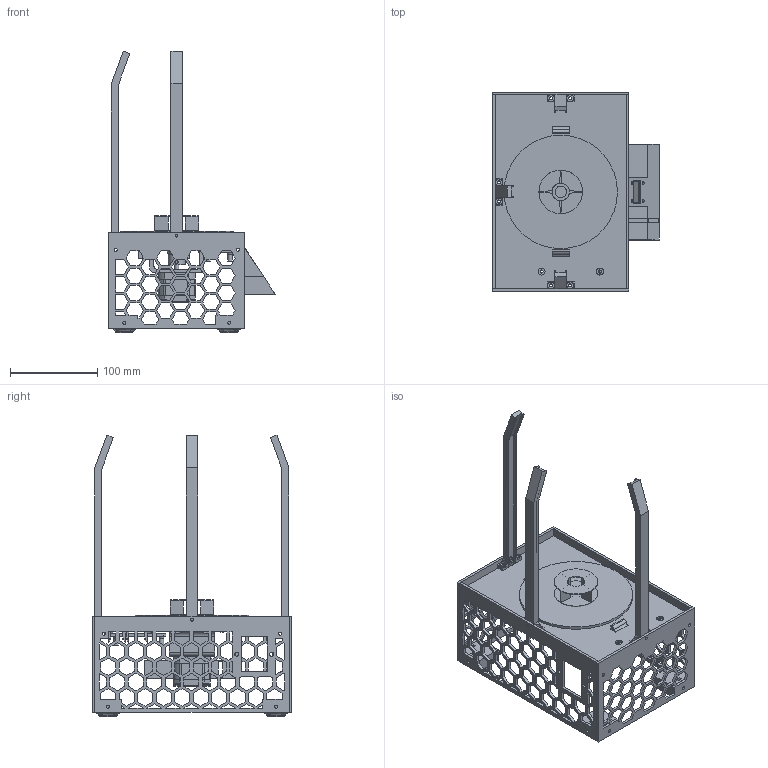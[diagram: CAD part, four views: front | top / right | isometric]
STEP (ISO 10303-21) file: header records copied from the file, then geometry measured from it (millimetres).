
FILE_DESCRIPTION(/* description */ (''),/* implementation_level */ '2;1');
FILE_NAME(/* name */ 'Wash & cure v65.step',/* time_stamp */ '2023-01-29T18:33:00+03:00',/* author */ (''),/* organization */ (''),/* preprocessor_version */ 'ST-DEVELOPER v19.2',/* originating_system */ 'Autodesk Translation Framework v11.17.0.187',/* authorisation */ '');
FILE_SCHEMA (('AUTOMOTIVE_DESIGN { 1 0 10303 214 3 1 1 }'));
Products named in the file (16): Wash & cure; 6627T66_Stepper Motor; nema17-holder; top; Rotor; front; Right; back; LedTower; foot; magnet-rotor; foot(Mirror); foot(Mirror) (1); foot(Mirror)(Mirror); rotating-stand-cure; nodemcu3
Assembly tree (18 placements, depth 2):
  Wash & cure
    6627T66_Stepper Motor
    nema17-holder
    top
    Rotor
    front
    Right  x2
    LedTower  x3
    back
    foot
    magnet-rotor
    foot(Mirror)
    foot(Mirror) (1)
    foot(Mirror)(Mirror)
    rotating-stand-cure
    nodemcu3
Bounding box: 191 x 228.42 x 322.88 mm (x, y, z)
Volume: 642514.8 mm3; surface area: 418373.2 mm2
Topology: 29 solids, 29 shells, 2033 faces, 5663 edges, 3734 vertices
Faces by surface type: plane 1590, cylinder 359, bspline 31, torus 27, cone 18, sphere 8
Full cylindrical faces by diameter (mm): 3 x38, 3.3 x2, 3.5 x81, 4 x12, 4.5 x2, 5 x8, 5.1 x3, 5.15 x1, 5.254 x1, 5.499 x3, 5.5 x2, 7 x1, 7.286 x1, 7.54 x1, 7.62 x1, 8 x17, 9 x1, 9.144 x1, 10.3 x4, 13.1 x1, 15.3 x1, 16.938 x1, 17.145 x1, 20 x2, 21.996 x1, 23 x1, 25 x1, 26.924 x2, 28 x1, 50 x2
Entity records: 63798 total; most frequent: CARTESIAN_POINT 16922, ORIENTED_EDGE 9788, DIRECTION 8945, EDGE_CURVE 4894, LINE 3949, VECTOR 3949, VERTEX_POINT 3224, AXIS2_PLACEMENT_3D 2498
